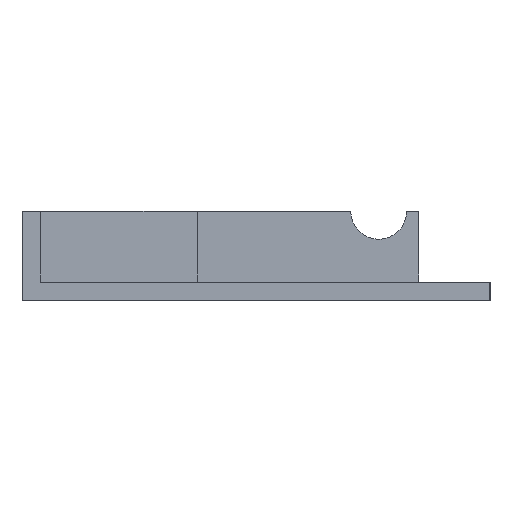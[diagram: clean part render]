
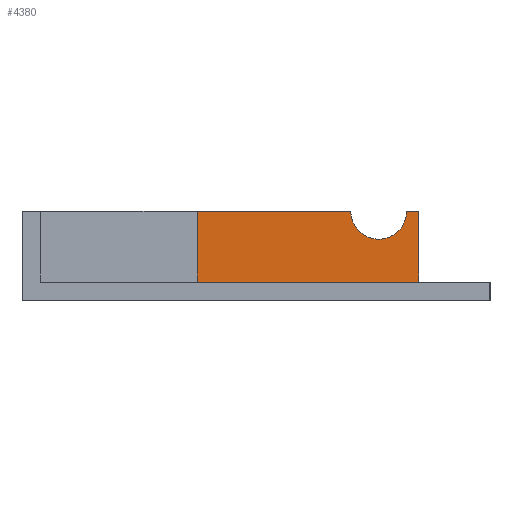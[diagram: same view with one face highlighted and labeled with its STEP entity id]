
A CAD part, left-side view. The second image highlights one B-rep face of the part: STEP entity #4380.
In plain terms, the highlighted planar face has unit normal (-1, 0, 0).
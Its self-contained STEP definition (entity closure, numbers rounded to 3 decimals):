
#422=CIRCLE('',#4560,3.);
#535=FACE_OUTER_BOUND('',#759,.T.);
#759=EDGE_LOOP('',(#3274,#3275,#3276,#3277,#3278,#3279));
#921=LINE('',#5285,#1333);
#1126=LINE('',#7368,#1538);
#1127=LINE('',#7370,#1539);
#1128=LINE('',#7374,#1540);
#1129=LINE('',#7375,#1541);
#1333=VECTOR('',#4640,10.);
#1538=VECTOR('',#4935,10.);
#1539=VECTOR('',#4936,10.);
#1540=VECTOR('',#4939,10.);
#1541=VECTOR('',#4940,10.);
#1740=VERTEX_POINT('',#5274);
#1745=VERTEX_POINT('',#5283);
#1986=VERTEX_POINT('',#7367);
#1987=VERTEX_POINT('',#7369);
#1988=VERTEX_POINT('',#7371);
#1989=VERTEX_POINT('',#7373);
#2189=EDGE_CURVE('',#1745,#1740,#921,.T.);
#2518=EDGE_CURVE('',#1986,#1740,#1126,.T.);
#2519=EDGE_CURVE('',#1987,#1745,#1127,.T.);
#2520=EDGE_CURVE('',#1987,#1988,#422,.T.);
#2521=EDGE_CURVE('',#1989,#1988,#1128,.T.);
#2522=EDGE_CURVE('',#1989,#1986,#1129,.T.);
#3274=ORIENTED_EDGE('',*,*,#2518,.T.);
#3275=ORIENTED_EDGE('',*,*,#2189,.F.);
#3276=ORIENTED_EDGE('',*,*,#2519,.F.);
#3277=ORIENTED_EDGE('',*,*,#2520,.T.);
#3278=ORIENTED_EDGE('',*,*,#2521,.F.);
#3279=ORIENTED_EDGE('',*,*,#2522,.T.);
#4222=PLANE('',#4559);
#4380=ADVANCED_FACE('',(#535),#4222,.T.);
#4559=AXIS2_PLACEMENT_3D('',#7366,#4933,#4934);
#4560=AXIS2_PLACEMENT_3D('',#7372,#4937,#4938);
#4640=DIRECTION('',(0.,0.,-1.));
#4933=DIRECTION('center_axis',(-1.,0.,0.));
#4934=DIRECTION('ref_axis',(0.,-1.,0.));
#4935=DIRECTION('',(0.,-1.,0.));
#4936=DIRECTION('',(0.,-1.,0.));
#4937=DIRECTION('center_axis',(1.,0.,0.));
#4938=DIRECTION('ref_axis',(0.,1.,0.));
#4939=DIRECTION('',(0.,-1.,0.));
#4940=DIRECTION('',(0.,0.,-1.));
#5274=CARTESIAN_POINT('',(8.837,10.113,30.48));
#5283=CARTESIAN_POINT('',(8.837,10.113,38.08));
#5285=CARTESIAN_POINT('',(8.837,10.113,31.48));
#7366=CARTESIAN_POINT('Origin',(8.837,33.913,32.48));
#7367=CARTESIAN_POINT('',(8.837,33.913,30.48));
#7368=CARTESIAN_POINT('',(8.837,32.663,30.48));
#7369=CARTESIAN_POINT('',(8.837,11.431,38.08));
#7370=CARTESIAN_POINT('',(8.837,17.222,38.08));
#7371=CARTESIAN_POINT('',(8.837,17.431,38.08));
#7372=CARTESIAN_POINT('Origin',(8.837,14.431,38.08));
#7373=CARTESIAN_POINT('',(8.837,33.913,38.08));
#7374=CARTESIAN_POINT('',(8.837,11.431,38.08));
#7375=CARTESIAN_POINT('',(8.837,33.913,32.48));
